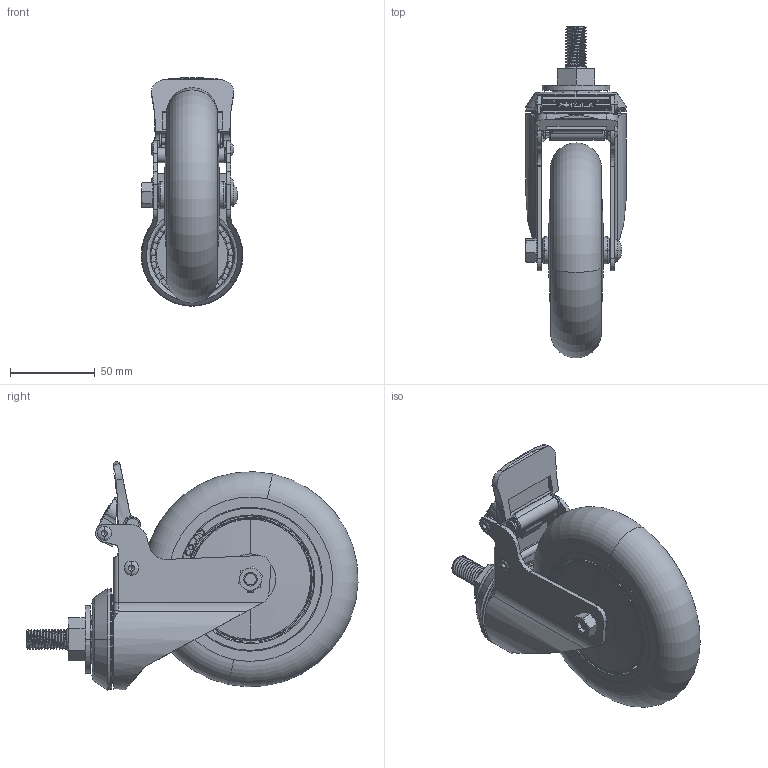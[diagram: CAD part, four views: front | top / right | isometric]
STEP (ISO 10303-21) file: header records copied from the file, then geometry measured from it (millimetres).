
FILE_DESCRIPTION (( 'STEP AP203' ), '1' );
FILE_NAME ('ACLU-127SSB ASSY.STEP', '2019-03-12T04:52:31', ( '' ), ( '' ), 'SwSTEP 2.0', 'SolidWorks 2018', '' );
FILE_SCHEMA (( 'CONFIG_CONTROL_DESIGN' ));
Length unit declared in the file: millimetre
Products named in the file (46): 6-35GANGQIU-X20-12; 6-35GANGQIU-X20-4; TOP RING; ACLU-127SSB FRAME; 500-36_1-1; 6-35GANGQIU-X20; 6-35GANGQIU-X20-13; 6-35GANGQIU-X20-5; 570-60-1; ACLU-127SSB ASSY; ACLU-127 URETHANE; TOP BOLT; 6-35GANGQIU-X20-14; 6-35GANGQIU-X20-6; 500-36-1; ACLU-127 CORE; ACLU-100SSB PIN-B; 570-05-1; 6-35GANGQIU-X20-15; 6-35GANGQIU-X20-7; 730-36-1-1; ACLU-127 WHEEL SUBASSY; ACLU-100SSB PIN-A; 6-35GANGQIU-X20-16; 6-35GANGQIU-X20-8; TOP WASHER; ACLU-127 COVER; 02 BRAKE OFF; 6-35GANGQIU-X20-17; 6-35GANGQIU-X20-9; 6-35GANGQIU-X20-1; ACLU-127 PIN; 570-35-1; 6-35GANGQIU-X20-18; 6-35GANGQIU-X20-10; 6-35GANGQIU-X20-2; hexagon nut style 1 gradeab_ks_KS 1012 S1 - M8-D-N; 572-32-1; 6-35GANGQIU-X20-19; 6-35GANGQIU-X20-11 ...
Assembly tree (46 placements, depth 4):
  ACLU-127SSB ASSY
    ACLU-127 WHEEL TOTAL ASSY
      ACLU-127 WHEEL SUBASSY
        ACLU-127 URETHANE
        ACLU-127 CORE
      ACLU-127 COVER  x2
      ACLU-127 PIN
      hexagon nut style 1 gradeab_ks_KS 1012 S1 - M8-D-N
    ACLU-127SSB FRAME
      TOP RING
      570-60-1
      500-36-1
      730-36-1-1
      TOP WASHER
      6-35GANGQIU-X20
        6-35GANGQIU-X20-1
        6-35GANGQIU-X20-2
        6-35GANGQIU-X20-3
        6-35GANGQIU-X20-4
        6-35GANGQIU-X20-5
        6-35GANGQIU-X20-6
        6-35GANGQIU-X20-7
        6-35GANGQIU-X20-8
        6-35GANGQIU-X20-9
        6-35GANGQIU-X20-10
        6-35GANGQIU-X20-11
        6-35GANGQIU-X20-12
        6-35GANGQIU-X20-13
        6-35GANGQIU-X20-14
        6-35GANGQIU-X20-15
        6-35GANGQIU-X20-16
        6-35GANGQIU-X20-17
        6-35GANGQIU-X20-18
        6-35GANGQIU-X20-19
        6-35GANGQIU-X20-20
      ACLU-127SSB FRAME
      570-05-1
      571-60-1
      500-36_1-1
      TOP BOLT
      ACLU-100SSB PIN-B
      ACLU-100SSB PIN-A
      02 BRAKE OFF
      570-35-1
      572-32-1
      01.BRAKE TOP
Bounding box: 60 x 195.99 x 134.83 mm (x, y, z)
Volume: 403316.2 mm3; surface area: 168012.8 mm2
Topology: 45 solids, 45 shells, 1669 faces, 4620 edges, 2997 vertices
Faces by surface type: plane 827, cylinder 486, bspline 233, cone 63, torus 60
Entity records: 75395 total; most frequent: CARTESIAN_POINT 30727, ORIENTED_EDGE 8976, DIRECTION 7439, EDGE_CURVE 4488, VERTEX_POINT 2973, AXIS2_PLACEMENT_3D 2554, VECTOR 2331, LINE 2331
